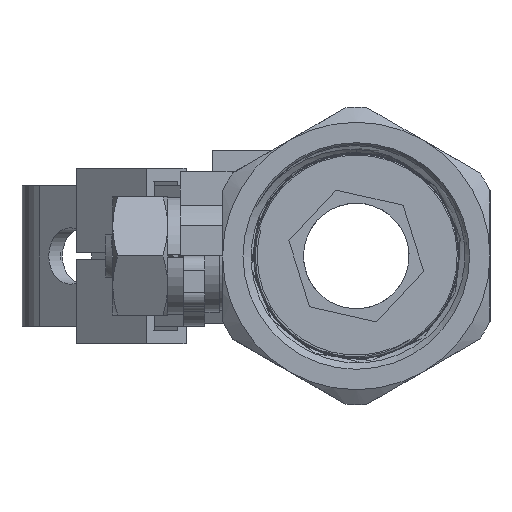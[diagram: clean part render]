
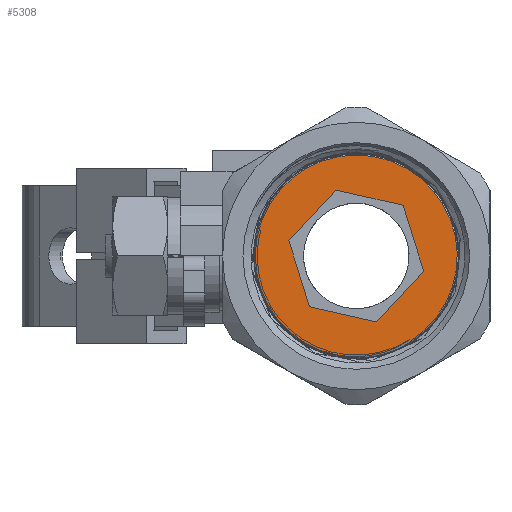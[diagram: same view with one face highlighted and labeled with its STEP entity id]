
A CAD part, left-side view. The second image highlights one B-rep face of the part: STEP entity #5308.
In plain terms, the highlighted planar face has unit normal (-1, 0, 0).
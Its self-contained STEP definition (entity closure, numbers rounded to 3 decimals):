
#238=LINE('',#17654,#550);
#248=LINE('',#17675,#560);
#251=LINE('',#17681,#563);
#253=LINE('',#17685,#565);
#255=LINE('',#17689,#567);
#257=LINE('',#17693,#569);
#259=LINE('',#17697,#571);
#550=VECTOR('',#6275,1000.);
#560=VECTOR('',#6291,1000.);
#563=VECTOR('',#6296,1000.);
#565=VECTOR('',#6300,1000.);
#567=VECTOR('',#6304,1000.);
#569=VECTOR('',#6308,1000.);
#571=VECTOR('',#6312,1000.);
#993=B_SPLINE_CURVE_WITH_KNOTS('',3,(#16639,#16640,#16641,#16642),
 .UNSPECIFIED.,.F.,.F.,(4,4),(0.,1.),.UNSPECIFIED.);
#1929=ORIENTED_EDGE('',*,*,#3253,.F.);
#1930=ORIENTED_EDGE('',*,*,#3279,.T.);
#1931=ORIENTED_EDGE('',*,*,#3303,.T.);
#1932=ORIENTED_EDGE('',*,*,#3300,.F.);
#1933=ORIENTED_EDGE('',*,*,#3298,.F.);
#1934=ORIENTED_EDGE('',*,*,#3296,.F.);
#1935=ORIENTED_EDGE('',*,*,#3294,.F.);
#1936=ORIENTED_EDGE('',*,*,#3292,.F.);
#1937=ORIENTED_EDGE('',*,*,#3289,.F.);
#3253=EDGE_CURVE('',#4040,#4041,#993,.F.);
#3279=EDGE_CURVE('',#4040,#4064,#238,.T.);
#3289=EDGE_CURVE('',#4073,#4074,#248,.T.);
#3292=EDGE_CURVE('',#4074,#4075,#251,.T.);
#3294=EDGE_CURVE('',#4075,#4076,#253,.T.);
#3296=EDGE_CURVE('',#4076,#4077,#255,.T.);
#3298=EDGE_CURVE('',#4077,#4078,#257,.T.);
#3300=EDGE_CURVE('',#4078,#4073,#259,.T.);
#3303=EDGE_CURVE('',#4064,#4041,#4448,.T.);
#4040=VERTEX_POINT('',#16638);
#4041=VERTEX_POINT('',#16643);
#4064=VERTEX_POINT('',#17653);
#4073=VERTEX_POINT('',#17676);
#4074=VERTEX_POINT('',#17677);
#4075=VERTEX_POINT('',#17682);
#4076=VERTEX_POINT('',#17686);
#4077=VERTEX_POINT('',#17690);
#4078=VERTEX_POINT('',#17694);
#4448=CIRCLE('',#5640,14.35);
#4640=EDGE_LOOP('',(#1929,#1930,#1931));
#4641=EDGE_LOOP('',(#1932,#1933,#1934,#1935,#1936,#1937));
#4919=FACE_BOUND('',#4640,.T.);
#4920=FACE_BOUND('',#4641,.T.);
#5144=PLANE('',#5639);
#5308=ADVANCED_FACE('',(#4919,#4920),#5144,.T.);
#5639=AXIS2_PLACEMENT_3D('',#17701,#6319,#6320);
#5640=AXIS2_PLACEMENT_3D('',#17702,#6321,#6322);
#6275=DIRECTION('',(0.,-0.534,-0.845));
#6291=DIRECTION('',(0.,-0.678,0.735));
#6296=DIRECTION('',(0.,0.297,0.955));
#6300=DIRECTION('',(0.,0.975,0.22));
#6304=DIRECTION('',(0.,0.678,-0.735));
#6308=DIRECTION('',(0.,-0.297,-0.955));
#6312=DIRECTION('',(0.,-0.975,-0.22));
#6319=DIRECTION('',(-1.,0.,0.));
#6320=DIRECTION('',(0.,0.975,0.22));
#6321=DIRECTION('',(-1.,0.,0.));
#6322=DIRECTION('',(0.,0.975,0.22));
#16638=CARTESIAN_POINT('',(-18.8,-7.529,-11.921));
#16639=CARTESIAN_POINT('',(-18.8,0.667,-14.334));
#16640=CARTESIAN_POINT('',(-18.8,-2.233,-14.387));
#16641=CARTESIAN_POINT('',(-18.8,-5.116,-13.54));
#16642=CARTESIAN_POINT('',(-18.8,-7.529,-11.921));
#16643=CARTESIAN_POINT('',(-18.8,0.667,-14.334));
#17653=CARTESIAN_POINT('',(-18.8,-7.663,-12.133));
#17654=CARTESIAN_POINT('',(-18.8,0.,0.));
#17675=CARTESIAN_POINT('',(-18.8,-2.915,-9.372));
#17676=CARTESIAN_POINT('',(-18.8,-2.915,-9.372));
#17677=CARTESIAN_POINT('',(-18.8,-9.574,-2.162));
#17681=CARTESIAN_POINT('',(-18.8,-9.574,-2.162));
#17682=CARTESIAN_POINT('',(-18.8,-6.659,7.21));
#17685=CARTESIAN_POINT('',(-18.8,-6.659,7.21));
#17686=CARTESIAN_POINT('',(-18.8,2.915,9.372));
#17689=CARTESIAN_POINT('',(-18.8,2.915,9.372));
#17690=CARTESIAN_POINT('',(-18.8,9.574,2.162));
#17693=CARTESIAN_POINT('',(-18.8,9.574,2.162));
#17694=CARTESIAN_POINT('',(-18.8,6.659,-7.21));
#17697=CARTESIAN_POINT('',(-18.8,6.659,-7.21));
#17701=CARTESIAN_POINT('',(-18.8,0.,0.));
#17702=CARTESIAN_POINT('',(-18.8,0.,0.));
